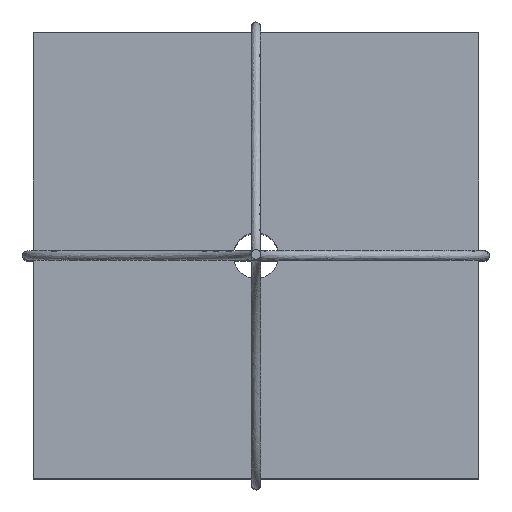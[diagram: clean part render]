
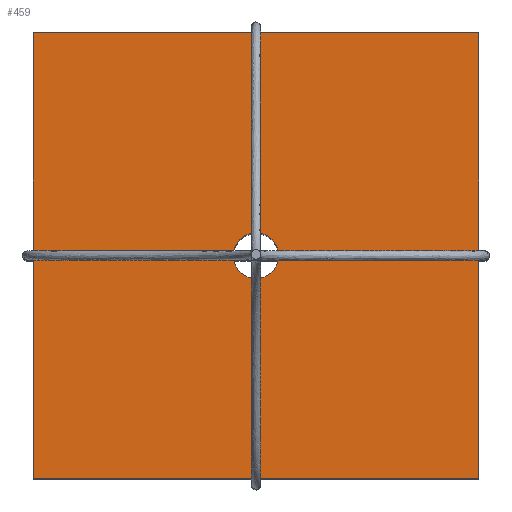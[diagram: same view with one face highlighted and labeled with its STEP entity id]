
A CAD part, top view. The second image highlights one B-rep face of the part: STEP entity #459.
In plain terms, the highlighted planar face has unit normal (0, 0, 1).
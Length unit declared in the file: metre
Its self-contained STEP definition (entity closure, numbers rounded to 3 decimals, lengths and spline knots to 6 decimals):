
#12=LINE('',#1012,#24);
#16=LINE('',#1020,#28);
#19=LINE('',#1026,#31);
#21=LINE('',#1029,#33);
#24=VECTOR('',#619,1.);
#28=VECTOR('',#625,1.);
#31=VECTOR('',#630,1.);
#33=VECTOR('',#634,1.);
#133=ORIENTED_EDGE('',*,*,#222,.F.);
#134=ORIENTED_EDGE('',*,*,#212,.F.);
#135=ORIENTED_EDGE('',*,*,#216,.T.);
#136=ORIENTED_EDGE('',*,*,#219,.T.);
#137=ORIENTED_EDGE('',*,*,#221,.F.);
#212=EDGE_CURVE('',#263,#264,#12,.T.);
#216=EDGE_CURVE('',#263,#266,#16,.T.);
#219=EDGE_CURVE('',#266,#268,#19,.T.);
#221=EDGE_CURVE('',#264,#268,#21,.T.);
#222=EDGE_CURVE('',#269,#269,#303,.T.);
#263=VERTEX_POINT('',#1011);
#264=VERTEX_POINT('',#1013);
#266=VERTEX_POINT('',#1019);
#268=VERTEX_POINT('',#1025);
#269=VERTEX_POINT('',#1032);
#303=CIRCLE('',#559,0.001093);
#331=EDGE_LOOP('',(#133));
#332=EDGE_LOOP('',(#134,#135,#136,#137));
#390=FACE_BOUND('',#331,.T.);
#391=FACE_BOUND('',#332,.T.);
#439=PLANE('',#558);
#459=ADVANCED_FACE('',(#390,#391),#439,.T.);
#558=AXIS2_PLACEMENT_3D('',#1030,#635,#636);
#559=AXIS2_PLACEMENT_3D('',#1031,#637,#638);
#619=DIRECTION('',(0.,-1.,0.));
#625=DIRECTION('',(-1.,0.,0.));
#630=DIRECTION('',(0.,-1.,0.));
#634=DIRECTION('',(-1.,0.,0.));
#635=DIRECTION('',(0.,0.,1.));
#636=DIRECTION('',(1.,0.,0.));
#637=DIRECTION('',(0.,0.,1.));
#638=DIRECTION('',(1.,0.,0.));
#1011=CARTESIAN_POINT('',(0.010682,0.010682,0.0232));
#1012=CARTESIAN_POINT('',(0.010682,0.,0.0232));
#1013=CARTESIAN_POINT('',(0.010682,-0.010682,0.0232));
#1019=CARTESIAN_POINT('',(-0.010682,0.010682,0.0232));
#1020=CARTESIAN_POINT('',(0.,0.010682,0.0232));
#1025=CARTESIAN_POINT('',(-0.010682,-0.010682,0.0232));
#1026=CARTESIAN_POINT('',(-0.010682,0.,0.0232));
#1029=CARTESIAN_POINT('',(0.,-0.010682,0.0232));
#1030=CARTESIAN_POINT('',(0.,0.,0.0232));
#1031=CARTESIAN_POINT('',(0.,0.,0.0232));
#1032=CARTESIAN_POINT('',(0.001093,0.,0.0232));
